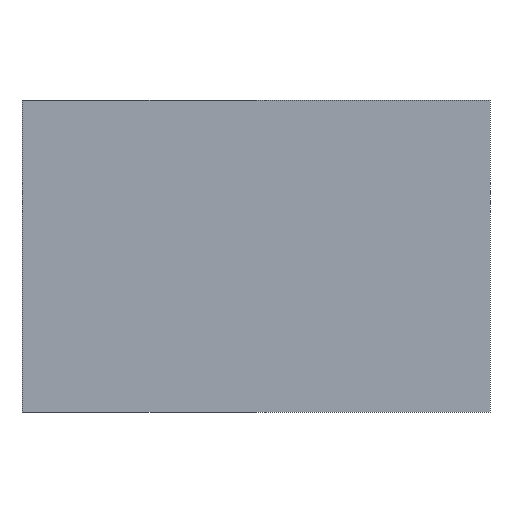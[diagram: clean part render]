
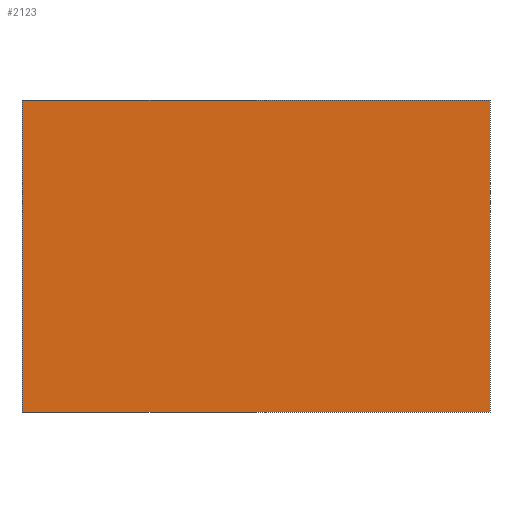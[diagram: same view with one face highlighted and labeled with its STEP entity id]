
A CAD part, front view. The second image highlights one B-rep face of the part: STEP entity #2123.
In plain terms, the highlighted free-form (B-spline) face has degree [1, 1] with [2, 2] control points.
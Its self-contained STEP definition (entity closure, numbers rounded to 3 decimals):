
#2123 = ADVANCED_FACE('',(#2124),#2154,.T.);
#2124 = FACE_BOUND('',#2125,.T.);
#2125 = EDGE_LOOP('',(#2126,#2135,#2142,#2149));
#2126 = ORIENTED_EDGE('',*,*,#2127,.T.);
#2127 = EDGE_CURVE('',#2128,#2130,#2132,.T.);
#2128 = VERTEX_POINT('',#2129);
#2129 = CARTESIAN_POINT('',(-284.526,-284.526,
    -189.684));
#2130 = VERTEX_POINT('',#2131);
#2131 = CARTESIAN_POINT('',(-284.526,-284.526,
    189.684));
#2132 = B_SPLINE_CURVE_WITH_KNOTS('',1,(#2133,#2134),.UNSPECIFIED.,.F.,
  .F.,(2,2),(0.,300.),.PIECEWISE_BEZIER_KNOTS.);
#2133 = CARTESIAN_POINT('',(-284.526,-284.526,
    -189.684));
#2134 = CARTESIAN_POINT('',(-284.526,-284.526,
    189.684));
#2135 = ORIENTED_EDGE('',*,*,#2136,.T.);
#2136 = EDGE_CURVE('',#2130,#2137,#2139,.T.);
#2137 = VERTEX_POINT('',#2138);
#2138 = CARTESIAN_POINT('',(284.526,-284.526,189.684
    ));
#2139 = B_SPLINE_CURVE_WITH_KNOTS('',1,(#2140,#2141),.UNSPECIFIED.,.F.,
  .F.,(2,2),(0.,450.),.PIECEWISE_BEZIER_KNOTS.);
#2140 = CARTESIAN_POINT('',(-284.526,-284.526,
    189.684));
#2141 = CARTESIAN_POINT('',(284.526,-284.526,189.684
    ));
#2142 = ORIENTED_EDGE('',*,*,#2143,.T.);
#2143 = EDGE_CURVE('',#2137,#2144,#2146,.T.);
#2144 = VERTEX_POINT('',#2145);
#2145 = CARTESIAN_POINT('',(284.526,-284.526,
    -189.684));
#2146 = B_SPLINE_CURVE_WITH_KNOTS('',1,(#2147,#2148),.UNSPECIFIED.,.F.,
  .F.,(2,2),(0.,300.),.PIECEWISE_BEZIER_KNOTS.);
#2147 = CARTESIAN_POINT('',(284.526,-284.526,189.684
    ));
#2148 = CARTESIAN_POINT('',(284.526,-284.526,
    -189.684));
#2149 = ORIENTED_EDGE('',*,*,#2150,.T.);
#2150 = EDGE_CURVE('',#2144,#2128,#2151,.T.);
#2151 = B_SPLINE_CURVE_WITH_KNOTS('',1,(#2152,#2153),.UNSPECIFIED.,.F.,
  .F.,(2,2),(0.,450.),.PIECEWISE_BEZIER_KNOTS.);
#2152 = CARTESIAN_POINT('',(284.526,-284.526,
    -189.684));
#2153 = CARTESIAN_POINT('',(-284.526,-284.526,
    -189.684));
#2154 = B_SPLINE_SURFACE_WITH_KNOTS('',1,1,(
    (#2155,#2156)
    ,(#2157,#2158
    )),.UNSPECIFIED.,.F.,.F.,.F.,(2,2),(2,2),(0.,1.),(0.,1.),
  .PIECEWISE_BEZIER_KNOTS.);
#2155 = CARTESIAN_POINT('',(-284.526,-284.526,
    -189.684));
#2156 = CARTESIAN_POINT('',(284.526,-284.526,
    -189.684));
#2157 = CARTESIAN_POINT('',(-284.526,-284.526,
    189.684));
#2158 = CARTESIAN_POINT('',(284.526,-284.526,189.684
    ));
